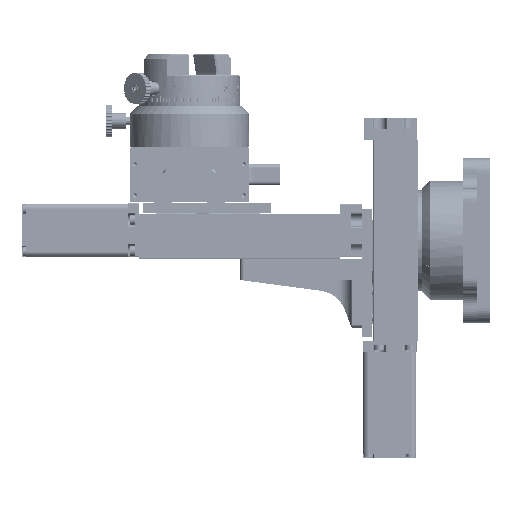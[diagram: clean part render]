
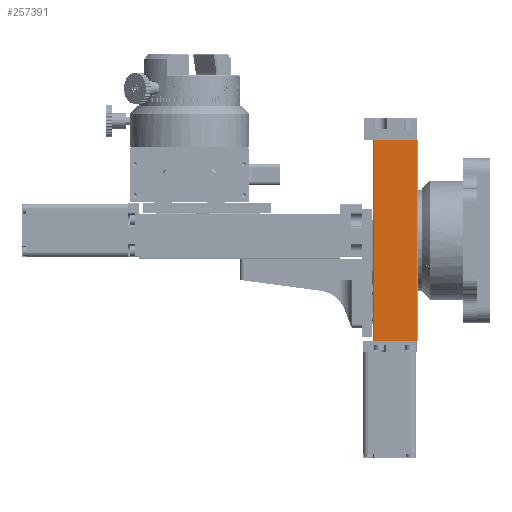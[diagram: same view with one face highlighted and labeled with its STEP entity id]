
A CAD part, left-side view. The second image highlights one B-rep face of the part: STEP entity #257391.
In plain terms, the highlighted planar face has unit normal (-1, 0, 0).
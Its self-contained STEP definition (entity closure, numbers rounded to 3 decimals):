
#769 = CARTESIAN_POINT ( 'NONE',  ( -22.5, -28.753, 36.4 ) ) ;
#16402 = LINE ( 'NONE', #335073, #378513 ) ;
#19230 = VECTOR ( 'NONE', #387092, 1000. ) ;
#33147 = LINE ( 'NONE', #96786, #308289 ) ;
#34002 = DIRECTION ( 'NONE',  ( 0., 1., 0. ) ) ;
#60299 = FACE_OUTER_BOUND ( 'NONE', #225206, .T. ) ;
#62284 = DIRECTION ( 'NONE',  ( 0., 0., -1. ) ) ;
#64342 = DIRECTION ( 'NONE',  ( 1., 0., 0. ) ) ;
#73556 = EDGE_CURVE ( 'NONE', #172939, #185290, #33147, .T. ) ;
#83297 = ORIENTED_EDGE ( 'NONE', *, *, #247384, .T. ) ;
#93175 = PLANE ( 'NONE',  #351446 ) ;
#96786 = CARTESIAN_POINT ( 'NONE',  ( -22.5, -28.753, 36.4 ) ) ;
#129288 = VECTOR ( 'NONE', #34002, 1000. ) ;
#151032 = CARTESIAN_POINT ( 'NONE',  ( -22.5, -28.753, -39.4 ) ) ;
#155238 = LINE ( 'NONE', #221061, #129288 ) ;
#168975 = LINE ( 'NONE', #350073, #19230 ) ;
#172939 = VERTEX_POINT ( 'NONE', #151032 ) ;
#180902 = ORIENTED_EDGE ( 'NONE', *, *, #73556, .T. ) ;
#185290 = VERTEX_POINT ( 'NONE', #769 ) ;
#192101 = CARTESIAN_POINT ( 'NONE',  ( -22.5, -12.553, -39.4 ) ) ;
#215741 = EDGE_CURVE ( 'NONE', #296168, #380830, #168975, .T. ) ;
#218301 = EDGE_CURVE ( 'NONE', #172939, #380830, #16402, .T. ) ;
#221061 = CARTESIAN_POINT ( 'NONE',  ( -22.5, -20.803, 36.4 ) ) ;
#223035 = CARTESIAN_POINT ( 'NONE',  ( -22.5, -12.553, 36.4 ) ) ;
#225206 = EDGE_LOOP ( 'NONE', ( #83297, #367960, #360844, #180902 ) ) ;
#247384 = EDGE_CURVE ( 'NONE', #185290, #296168, #155238, .T. ) ;
#257391 = ADVANCED_FACE ( 'NONE', ( #60299 ), #93175, .F. ) ;
#271332 = DIRECTION ( 'NONE',  ( 0., 1., 0. ) ) ;
#296168 = VERTEX_POINT ( 'NONE', #223035 ) ;
#308289 = VECTOR ( 'NONE', #384761, 1000. ) ;
#335073 = CARTESIAN_POINT ( 'NONE',  ( -22.5, -20.803, -39.4 ) ) ;
#344071 = CARTESIAN_POINT ( 'NONE',  ( -22.5, -20.803, -39.4 ) ) ;
#350073 = CARTESIAN_POINT ( 'NONE',  ( -22.5, -12.553, -39.4 ) ) ;
#351446 = AXIS2_PLACEMENT_3D ( 'NONE', #344071, #64342, #62284 ) ;
#360844 = ORIENTED_EDGE ( 'NONE', *, *, #218301, .F. ) ;
#367960 = ORIENTED_EDGE ( 'NONE', *, *, #215741, .T. ) ;
#378513 = VECTOR ( 'NONE', #271332, 1000. ) ;
#380830 = VERTEX_POINT ( 'NONE', #192101 ) ;
#384761 = DIRECTION ( 'NONE',  ( 0., 0., 1. ) ) ;
#387092 = DIRECTION ( 'NONE',  ( 0., 0., -1. ) ) ;
